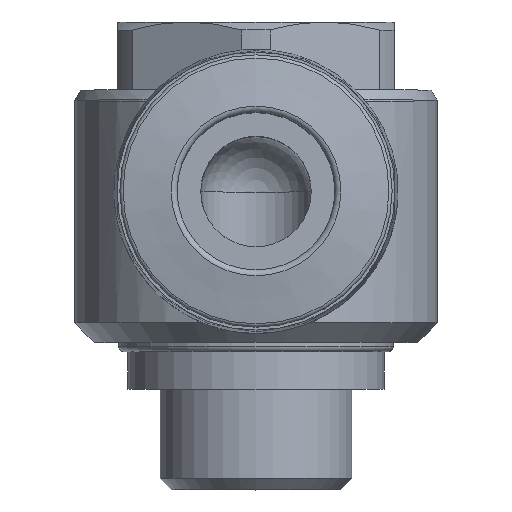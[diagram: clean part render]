
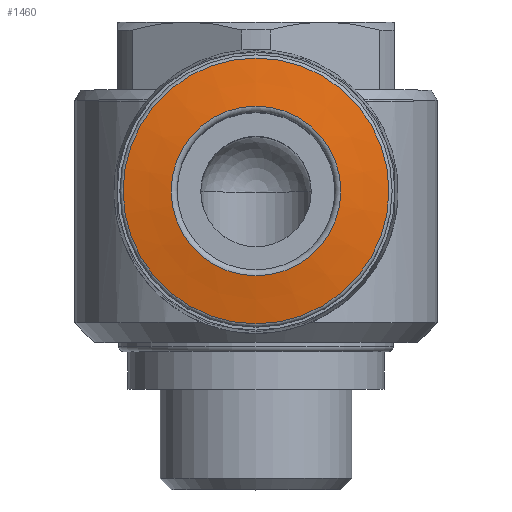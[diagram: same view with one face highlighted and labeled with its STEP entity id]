
A CAD part, top view. The second image highlights one B-rep face of the part: STEP entity #1460.
In plain terms, the highlighted conical face has half-angle 80 degrees and reference radius 6.735 mm.
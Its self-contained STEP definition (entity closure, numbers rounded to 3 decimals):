
#64=CONICAL_SURFACE('',#1594,6.735,1.396);
#357=ORIENTED_EDGE('',*,*,#541,.F.);
#358=ORIENTED_EDGE('',*,*,#540,.T.);
#540=EDGE_CURVE('',#637,#637,#700,.T.);
#541=EDGE_CURVE('',#638,#638,#701,.T.);
#637=VERTEX_POINT('',#2272);
#638=VERTEX_POINT('',#2275);
#700=CIRCLE('',#1593,6.735);
#701=CIRCLE('',#1595,4.3);
#785=EDGE_LOOP('',(#357));
#786=EDGE_LOOP('',(#358));
#886=FACE_BOUND('',#785,.T.);
#887=FACE_BOUND('',#786,.T.);
#1460=ADVANCED_FACE('',(#886,#887),#64,.T.);
#1593=AXIS2_PLACEMENT_3D('',#2271,#1874,#1875);
#1594=AXIS2_PLACEMENT_3D('',#2273,#1876,#1877);
#1595=AXIS2_PLACEMENT_3D('',#2274,#1878,#1879);
#1874=DIRECTION('',(0.,0.,1.));
#1875=DIRECTION('',(0.,-1.,0.));
#1876=DIRECTION('',(0.,0.,-1.));
#1877=DIRECTION('',(0.,1.,0.));
#1878=DIRECTION('',(0.,0.,1.));
#1879=DIRECTION('',(0.,-1.,0.));
#2271=CARTESIAN_POINT('',(0.,0.,27.971));
#2272=CARTESIAN_POINT('',(0.,-6.735,27.971));
#2273=CARTESIAN_POINT('',(0.,0.,27.971));
#2274=CARTESIAN_POINT('',(0.,0.,28.4));
#2275=CARTESIAN_POINT('',(0.,-4.3,28.4));
